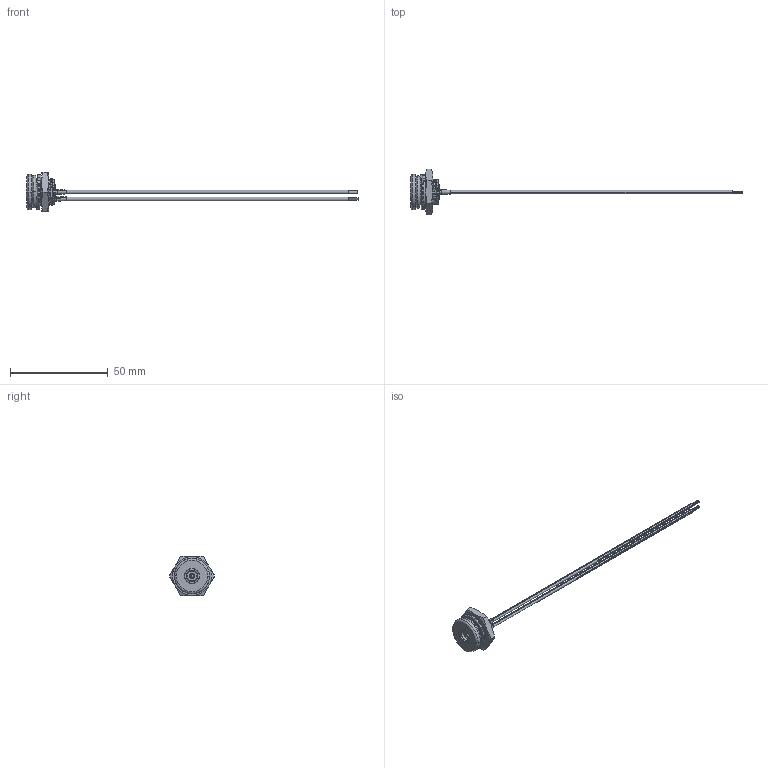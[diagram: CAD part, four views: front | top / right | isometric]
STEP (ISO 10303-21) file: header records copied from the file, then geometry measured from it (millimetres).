
FILE_DESCRIPTION (( 'STEP AP203' ), '1' );
FILE_NAME ('10-06257.STEP', '2025-05-14T15:52:17', ( '' ), ( '' ), 'SwSTEP 2.0', 'SolidWorks 2021', '' );
FILE_SCHEMA (( 'CONFIG_CONTROL_DESIGN' ));
Length unit declared in the file: millimetre
Products named in the file (14): 56-00029; 30-02541_stripped and tinned; 55-00308; 50-01012 spring contact_Terminal; 30-02542_stripped and tinned; 50-01012 shell_Shell; 24-00419; 56-00028_Helical - Render; 10-06257; 32-00018_round 10-06314; 50-01012; 54-00406; 50-01012 insulator_Insulator; 50-01012 center pin_Center pin
Assembly tree (14 placements, depth 4):
  10-06257
    30-02541_stripped and tinned
    30-02542_stripped and tinned
    32-00018_round 10-06314  x2
    54-00406
      50-01012
        50-01012 center pin_Center pin
        50-01012 spring contact_Terminal
        50-01012 shell_Shell
        50-01012 insulator_Insulator
      24-00419
      56-00028_Helical - Render
      56-00029
      55-00308
Bounding box: 169.62 x 23.09 x 20 mm (x, y, z)
Volume: 3642.2 mm3; surface area: 14632 mm2
Topology: 50 solids, 50 shells, 537 faces, 1211 edges, 759 vertices
Faces by surface type: cylinder 237, plane 185, bspline 82, cone 17, torus 16
Entity records: 28301 total; most frequent: CARTESIAN_POINT 15163, DIRECTION 2461, ORIENTED_EDGE 2378, EDGE_CURVE 1189, AXIS2_PLACEMENT_3D 1054, VERTEX_POINT 747, EDGE_LOOP 632, CIRCLE 582
